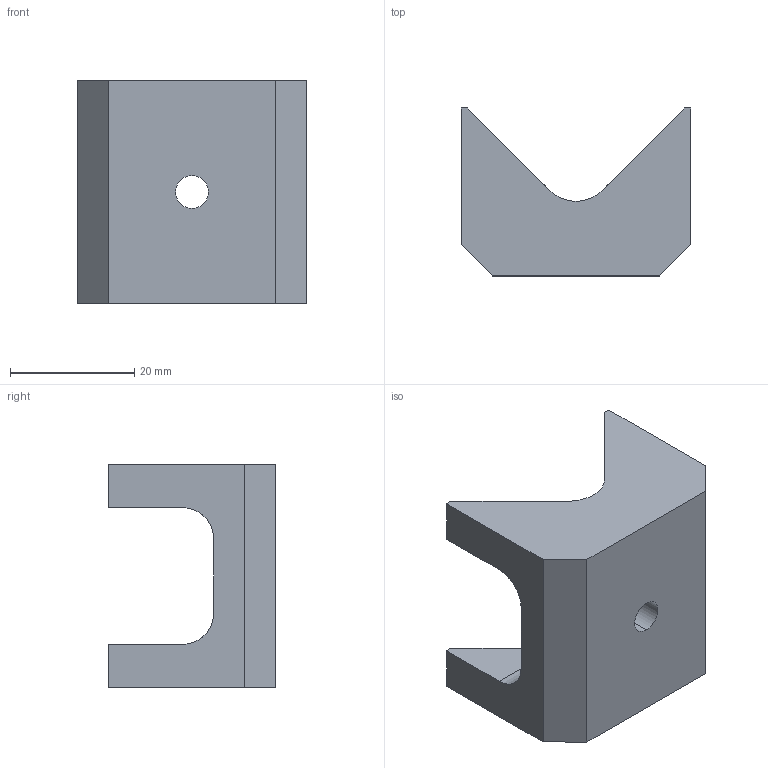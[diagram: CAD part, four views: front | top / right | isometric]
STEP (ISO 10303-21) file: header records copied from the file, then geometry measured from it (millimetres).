
FILE_DESCRIPTION (( 'STEP AP214' ), '1' );
FILE_NAME ('5-VéSupportInfTube.STEP', '2022-08-15T18:41:01', ( '' ), ( '' ), 'SwSTEP 2.0', 'SolidWorks 2019', '' );
FILE_SCHEMA (( 'AUTOMOTIVE_DESIGN' ));
Length unit declared in the file: millimetre
Products named in the file (1): 5-V餞upportInfTube
Bounding box: 37 x 27 x 36 mm (x, y, z)
Volume: 16894.4 mm3; surface area: 5894.9 mm2
Topology: 1 solids, 1 shells, 37 faces, 94 edges, 60 vertices
Faces by surface type: plane 21, cylinder 10, bspline 6
Entity records: 1306 total; most frequent: CARTESIAN_POINT 388, ORIENTED_EDGE 188, DIRECTION 176, EDGE_CURVE 94, LINE 64, VECTOR 64, VERTEX_POINT 60, AXIS2_PLACEMENT_3D 56
